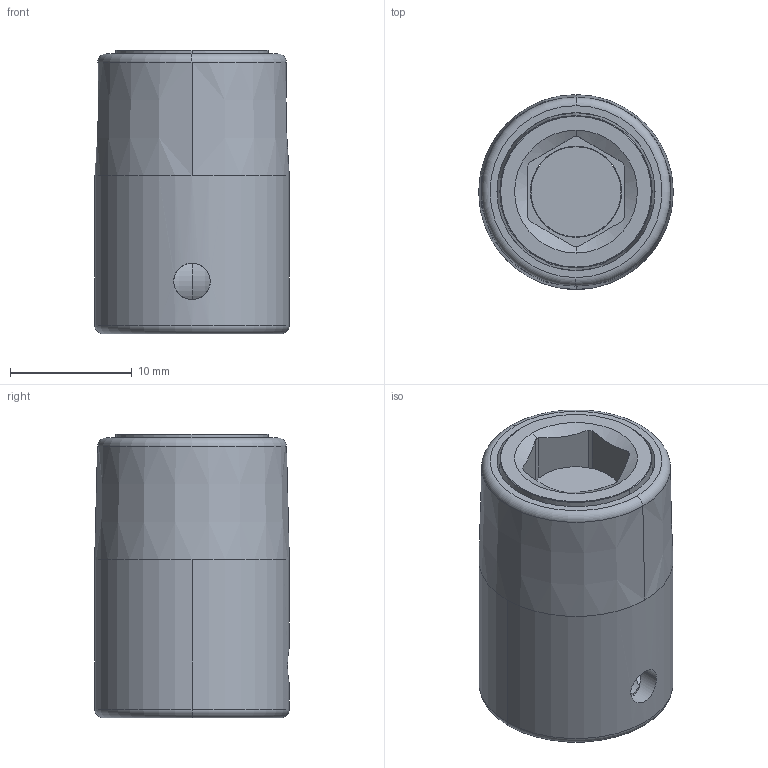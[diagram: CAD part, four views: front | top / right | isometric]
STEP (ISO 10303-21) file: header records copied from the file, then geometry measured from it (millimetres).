
FILE_DESCRIPTION((''),'2;1');
FILE_NAME('4027116008_ASM','2023-08-21T12:36:15',('A00565553'),(''),'CREO PARAMETRIC BY PTC INC, 2022414','CREO PARAMETRIC BY PTC INC, 2022414','');
FILE_SCHEMA(('CONFIG_CONTROL_DESIGN','GEOMETRIC_VALIDATION_PROPERTIES_MIM'));
Length unit declared in the file: millimetre
Products named in the file (3): 4027110508; 4027043752; 4027116008_ASM
Assembly tree (2 placements, depth 2):
  4027116008_ASM
    4027110508
    4027043752
Bounding box: 16 x 16 x 23.3 mm (x, y, z)
Volume: 3404.8 mm3; surface area: 4116.6 mm2
Topology: 3 solids, 3 shells, 85 faces, 222 edges, 140 vertices
Faces by surface type: cylinder 31, plane 26, cone 20, torus 8
Entity records: 3319 total; most frequent: CARTESIAN_POINT 825, DIRECTION 462, ORIENTED_EDGE 444, EDGE_CURVE 222, AXIS2_PLACEMENT_3D 193, VERTEX_POINT 140, CIRCLE 103, EDGE_LOOP 92
